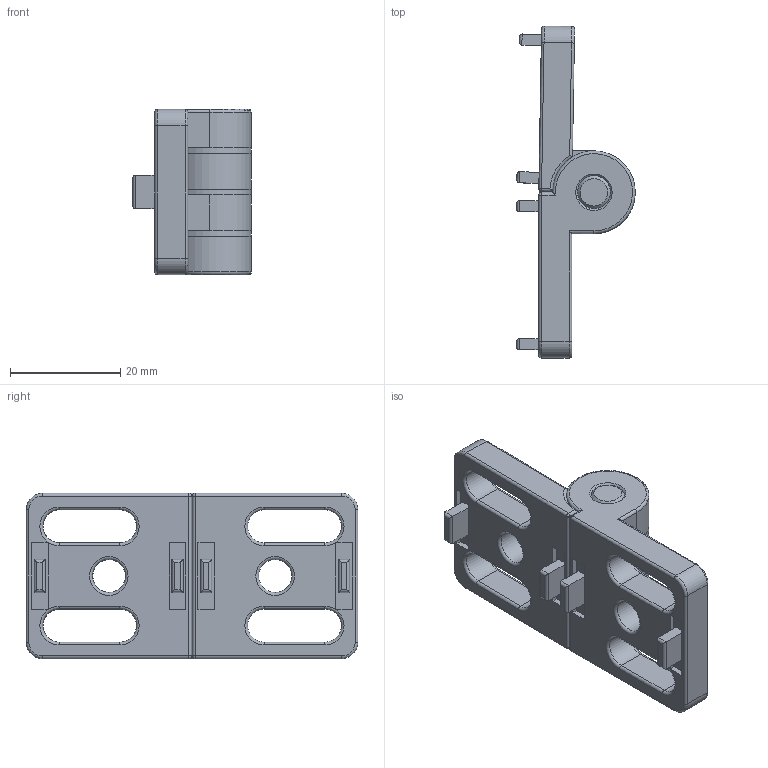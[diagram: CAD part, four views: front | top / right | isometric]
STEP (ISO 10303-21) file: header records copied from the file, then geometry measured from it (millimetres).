
FILE_DESCRIPTION(/* description */ (''),/* implementation_level */ '2;1');
FILE_NAME(/* name */ '19701_KriTec_Scharnier_6_30_Zn.stp',/* time_stamp */ '2014-09-12T13:36:33+02:00',/* author */ ('kostic'),/* organization */ (''),/* preprocessor_version */ 'ST-DEVELOPER v15.2',/* originating_system */ 'Autodesk Inventor 2014',/* authorisation */ '');
FILE_SCHEMA (('AUTOMOTIVE_DESIGN { 1 0 10303 214 3 1 1 }'));
Length unit declared in the file: millimetre
Products named in the file (4): Schenkel 2 6 30 Zn; U-Scheibe 6 30 Zn; Bolzen 6 30 Zn; 19701_KriTec_Scharnier_6_30_Zn
Bounding box: 21.5 x 60.15 x 30 mm (x, y, z)
Volume: 12594.2 mm3; surface area: 9602.9 mm2
Topology: 6 solids, 6 shells, 202 faces, 455 edges, 269 vertices
Faces by surface type: cylinder 85, plane 78, torus 32, sphere 4, cone 3
Full cylindrical faces by diameter (mm): 6 x10, 15 x3
Entity records: 2865 total; most frequent: DIRECTION 522, CARTESIAN_POINT 495, ORIENTED_EDGE 426, EDGE_CURVE 213, AXIS2_PLACEMENT_3D 201, VERTEX_POINT 132, EDGE_LOOP 127, LINE 120
